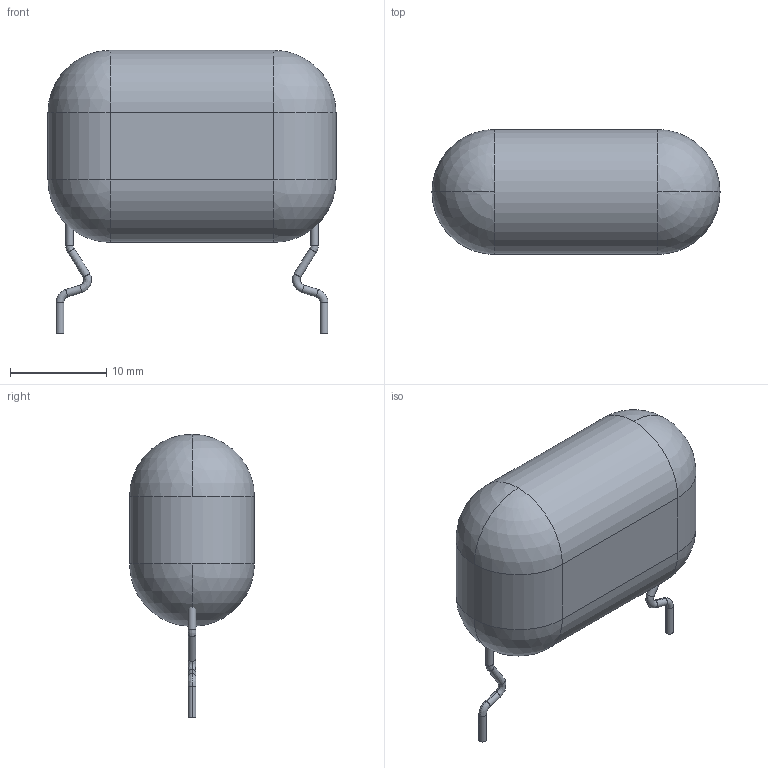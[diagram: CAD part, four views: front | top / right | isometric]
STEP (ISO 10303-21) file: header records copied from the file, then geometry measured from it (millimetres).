
FILE_DESCRIPTION((''),'2;1');
FILE_NAME('CAPRR2750-1300X3000X2600.stp','2013-12-03T12:41:18',(''),(''),'Mechanical Desktop 2011','Mechanical Desktop 2011',', , ');
FILE_SCHEMA(('AUTOMOTIVE_DESIGN { 1 2 10303 214 1 1 1 1 }'));
Length unit declared in the file: millimetre
Products named in the file (1): Product
Bounding box: 30 x 13 x 29.5 mm (x, y, z)
Volume: 5898.3 mm3; surface area: 1827.8 mm2
Topology: 3 solids, 3 shells, 40 faces, 88 edges, 46 vertices
Faces by surface type: bspline 18, cylinder 8, sphere 8, torus 4, plane 2
Entity records: 2454 total; most frequent: CARTESIAN_POINT 1629, ORIENTED_EDGE 160, DIRECTION 158, EDGE_CURVE 80, AXIS2_PLACEMENT_3D 69, VERTEX_POINT 46, CIRCLE 46, EDGE_LOOP 40
